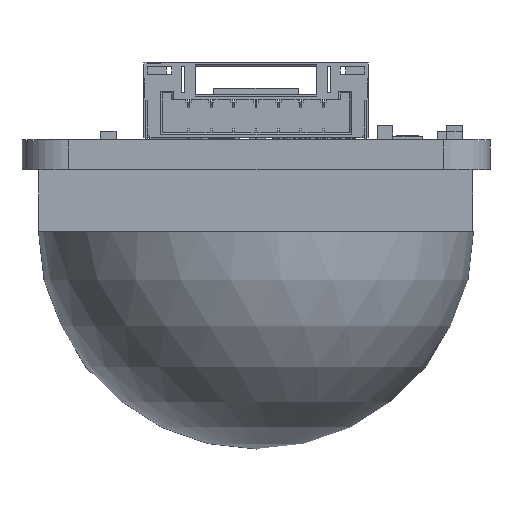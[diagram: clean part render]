
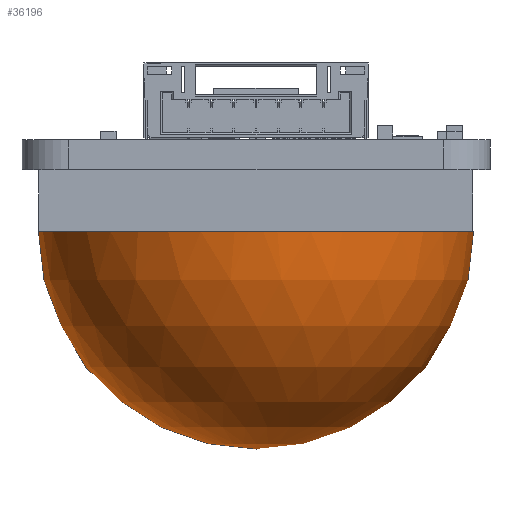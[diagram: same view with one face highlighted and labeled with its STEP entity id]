
A CAD part, left-side view. The second image highlights one B-rep face of the part: STEP entity #36196.
In plain terms, the highlighted spherical face has radius 11.62 mm.
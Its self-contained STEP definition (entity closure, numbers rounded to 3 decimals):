
#35956 = VERTEX_POINT('',#35957);
#35957 = CARTESIAN_POINT('',(-0.816,-11.591,-4.9));
#35964 = VERTEX_POINT('',#35965);
#35965 = CARTESIAN_POINT('',(0.816,-11.591,-4.9));
#36020 = VERTEX_POINT('',#36021);
#36021 = CARTESIAN_POINT('',(0.513,11.609,-4.9));
#36028 = VERTEX_POINT('',#36029);
#36029 = CARTESIAN_POINT('',(-0.513,11.609,-4.9));
#36060 = VERTEX_POINT('',#36061);
#36061 = CARTESIAN_POINT('',(-11.564,1.142,-4.9));
#36068 = VERTEX_POINT('',#36069);
#36069 = CARTESIAN_POINT('',(-11.564,-1.142,-4.9));
#36093 = EDGE_CURVE('',#35956,#36068,#36094,.T.);
#36094 = CIRCLE('',#36095,11.62);
#36095 = AXIS2_PLACEMENT_3D('',#36096,#36097,#36098);
#36096 = CARTESIAN_POINT('',(0.,0.,-4.9));
#36097 = DIRECTION('',(0.,0.,-1.));
#36098 = DIRECTION('',(1.,0.,0.));
#36109 = EDGE_CURVE('',#35964,#35956,#36110,.T.);
#36110 = CIRCLE('',#36111,11.62);
#36111 = AXIS2_PLACEMENT_3D('',#36112,#36113,#36114);
#36112 = CARTESIAN_POINT('',(0.,0.,-4.9));
#36113 = DIRECTION('',(0.,0.,-1.));
#36114 = DIRECTION('',(1.,0.,0.));
#36125 = EDGE_CURVE('',#36126,#35964,#36128,.T.);
#36126 = VERTEX_POINT('',#36127);
#36127 = CARTESIAN_POINT('',(11.62,0.,-4.9));
#36128 = CIRCLE('',#36129,11.62);
#36129 = AXIS2_PLACEMENT_3D('',#36130,#36131,#36132);
#36130 = CARTESIAN_POINT('',(0.,0.,-4.9));
#36131 = DIRECTION('',(0.,0.,-1.));
#36132 = DIRECTION('',(1.,0.,0.));
#36134 = EDGE_CURVE('',#36020,#36126,#36135,.T.);
#36135 = CIRCLE('',#36136,11.62);
#36136 = AXIS2_PLACEMENT_3D('',#36137,#36138,#36139);
#36137 = CARTESIAN_POINT('',(0.,0.,-4.9));
#36138 = DIRECTION('',(0.,0.,-1.));
#36139 = DIRECTION('',(1.,0.,0.));
#36151 = EDGE_CURVE('',#36028,#36020,#36152,.T.);
#36152 = CIRCLE('',#36153,11.62);
#36153 = AXIS2_PLACEMENT_3D('',#36154,#36155,#36156);
#36154 = CARTESIAN_POINT('',(0.,0.,-4.9));
#36155 = DIRECTION('',(0.,0.,-1.));
#36156 = DIRECTION('',(1.,0.,0.));
#36167 = EDGE_CURVE('',#36060,#36028,#36168,.T.);
#36168 = CIRCLE('',#36169,11.62);
#36169 = AXIS2_PLACEMENT_3D('',#36170,#36171,#36172);
#36170 = CARTESIAN_POINT('',(0.,0.,-4.9));
#36171 = DIRECTION('',(0.,0.,-1.));
#36172 = DIRECTION('',(1.,0.,0.));
#36185 = EDGE_CURVE('',#36068,#36060,#36186,.T.);
#36186 = CIRCLE('',#36187,11.62);
#36187 = AXIS2_PLACEMENT_3D('',#36188,#36189,#36190);
#36188 = CARTESIAN_POINT('',(0.,0.,-4.9));
#36189 = DIRECTION('',(0.,0.,-1.));
#36190 = DIRECTION('',(1.,0.,0.));
#36196 = ADVANCED_FACE('',(#36197),#36216,.T.);
#36197 = FACE_BOUND('',#36198,.T.);
#36198 = EDGE_LOOP('',(#36199,#36208,#36209,#36210,#36211,#36212,#36213,
    #36214,#36215));
#36199 = ORIENTED_EDGE('',*,*,#36200,.T.);
#36200 = EDGE_CURVE('',#36126,#36201,#36203,.T.);
#36201 = VERTEX_POINT('',#36202);
#36202 = CARTESIAN_POINT('',(0.,0.,
    -16.52));
#36203 = CIRCLE('',#36204,11.62);
#36204 = AXIS2_PLACEMENT_3D('',#36205,#36206,#36207);
#36205 = CARTESIAN_POINT('',(0.,0.,-4.9));
#36206 = DIRECTION('',(0.,1.,0.));
#36207 = DIRECTION('',(1.,0.,0.));
#36208 = ORIENTED_EDGE('',*,*,#36200,.F.);
#36209 = ORIENTED_EDGE('',*,*,#36125,.T.);
#36210 = ORIENTED_EDGE('',*,*,#36109,.T.);
#36211 = ORIENTED_EDGE('',*,*,#36093,.T.);
#36212 = ORIENTED_EDGE('',*,*,#36185,.T.);
#36213 = ORIENTED_EDGE('',*,*,#36167,.T.);
#36214 = ORIENTED_EDGE('',*,*,#36151,.T.);
#36215 = ORIENTED_EDGE('',*,*,#36134,.T.);
#36216 = SPHERICAL_SURFACE('',#36217,11.62);
#36217 = AXIS2_PLACEMENT_3D('',#36218,#36219,#36220);
#36218 = CARTESIAN_POINT('',(0.,0.,-4.9));
#36219 = DIRECTION('',(0.,0.,-1.));
#36220 = DIRECTION('',(1.,0.,0.));
